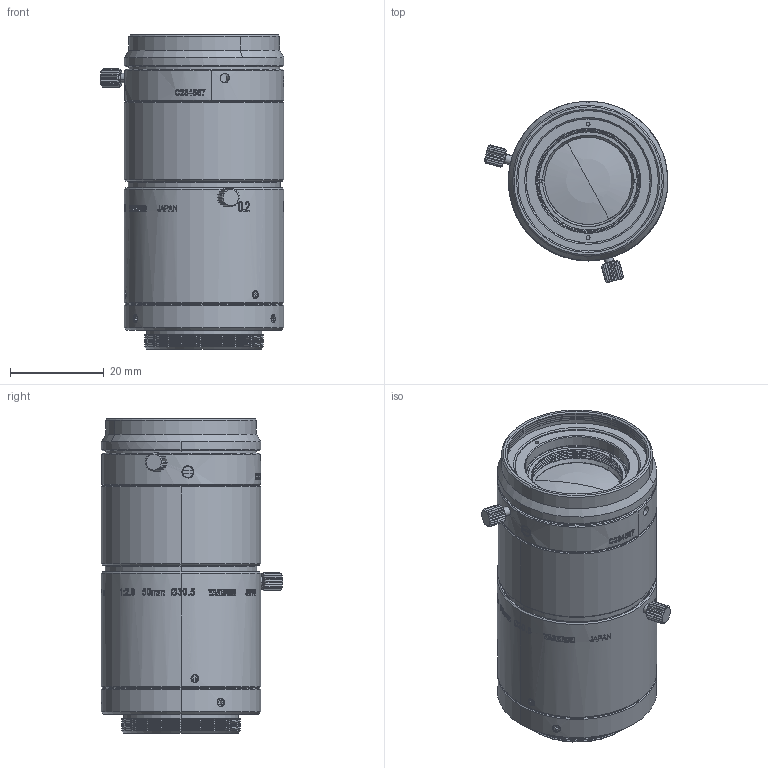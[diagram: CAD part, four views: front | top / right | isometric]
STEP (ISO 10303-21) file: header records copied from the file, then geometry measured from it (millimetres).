
FILE_DESCRIPTION(('CATIA V5 STEP Exchange'),'2;1');
FILE_NAME('PB040A0-070-PB040A0(23FM50SP).stp','2024-10-01T01:02:44+00:00',('none'),('none'),'CATIA Version 5-6 Release 2017 SP5 HF45','CATIA V5 STEP AP203','none');
FILE_SCHEMA(('CONFIG_CONTROL_DESIGN'));
Length unit declared in the file: millimetre
Products named in the file (1): PB040A0-070-PB040A0外観3Dデータ
Bounding box: 39.17 x 38.69 x 67 mm (x, y, z)
Volume: 45003.9 mm3; surface area: 34239.9 mm2
Topology: 1 solids, 13 shells, 1986 faces, 5040 edges, 3214 vertices
Faces by surface type: bspline 687, plane 470, cylinder 435, cone 384, sphere 6, torus 4
Entity records: 76357 total; most frequent: CARTESIAN_POINT 37034, ORIENTED_EDGE 10072, EDGE_CURVE 5036, DIRECTION 4440, VERTEX_POINT 3214, B_SPLINE_CURVE_WITH_KNOTS 2576, AXIS2_PLACEMENT_3D 2199, EDGE_LOOP 2170
